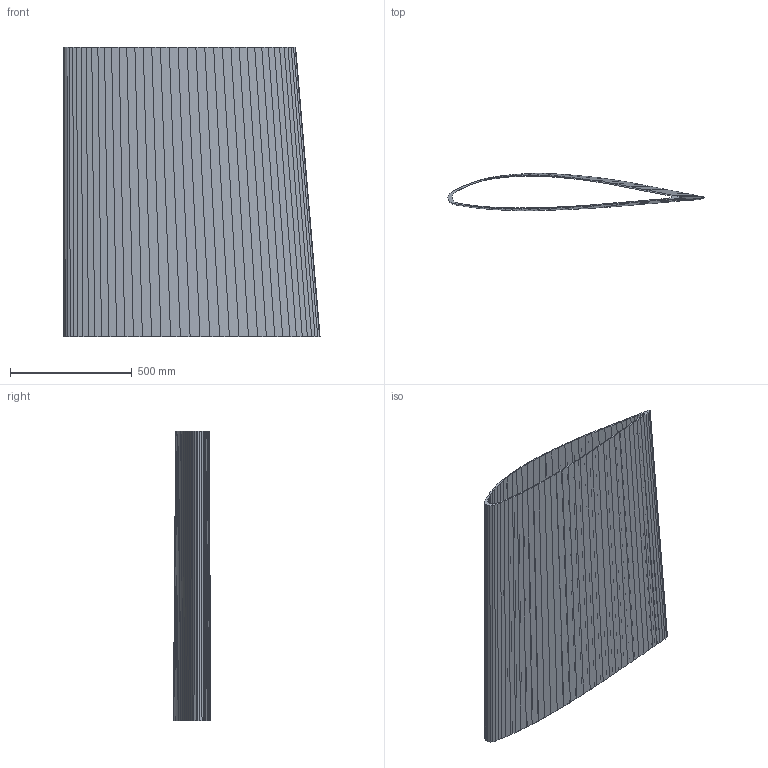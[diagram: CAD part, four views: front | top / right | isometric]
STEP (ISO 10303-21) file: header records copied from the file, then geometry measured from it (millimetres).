
FILE_DESCRIPTION(('FreeCAD Model'),'2;1');
FILE_NAME('skin.step','2016-08-30T17:20:23',('Author'),(''), 'Open CASCADE STEP processor 6.8','FreeCAD','Unknown');
FILE_SCHEMA(('AUTOMOTIVE_DESIGN_CC2 { 1 2 10303 214 -1 1 5 4 }'));
Length unit declared in the file: millimetre
Products named in the file (1): flapskin
Bounding box: 1050 x 152.74 x 1185 mm (x, y, z)
Volume: 11412129.7 mm3; surface area: 4771405.3 mm2
Topology: 1 solids, 1 shells, 160 faces, 474 edges, 316 vertices
Faces by surface type: bspline 158, plane 2
Entity records: 11741 total; most frequent: CARTESIAN_POINT 4585, ORIENTED_EDGE 948, PCURVE 948, DEFINITIONAL_REPRESENTATION 948, DIRECTION 638, B_SPLINE_CURVE_WITH_KNOTS 632, LINE 632, VECTOR 632
